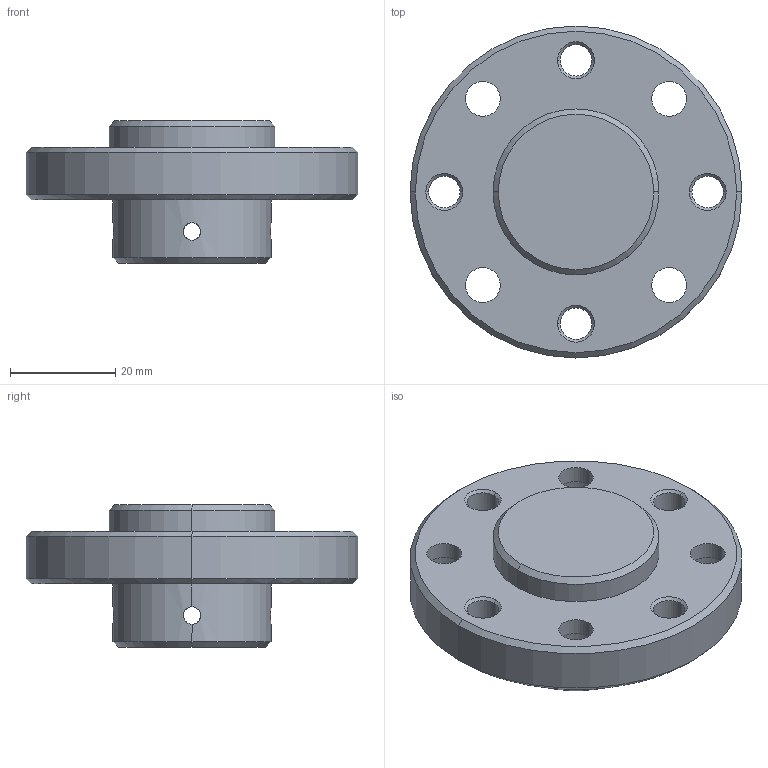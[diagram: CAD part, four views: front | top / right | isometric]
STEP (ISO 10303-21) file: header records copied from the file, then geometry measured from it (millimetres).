
FILE_DESCRIPTION (( 'STEP AP214' ), '1' );
FILE_NAME ('MFLEE_01(楊擘).STEP', '2022-11-29T03:18:55', ( '' ), ( '' ), 'SwSTEP 2.0', 'SolidWorks 2020', '' );
FILE_SCHEMA (( 'AUTOMOTIVE_DESIGN' ));
Length unit declared in the file: millimetre
Products named in the file (1): MFLEE_01(楊擘)
Bounding box: 63 x 63 x 27 mm (x, y, z)
Volume: 31343.6 mm3; surface area: 12519.3 mm2
Topology: 1 solids, 1 shells, 75 faces, 184 edges, 110 vertices
Faces by surface type: cylinder 40, cone 26, plane 9
Entity records: 2766 total; most frequent: CARTESIAN_POINT 786, DIRECTION 418, ORIENTED_EDGE 368, EDGE_CURVE 184, AXIS2_PLACEMENT_3D 174, VERTEX_POINT 110, EDGE_LOOP 98, CIRCLE 98
